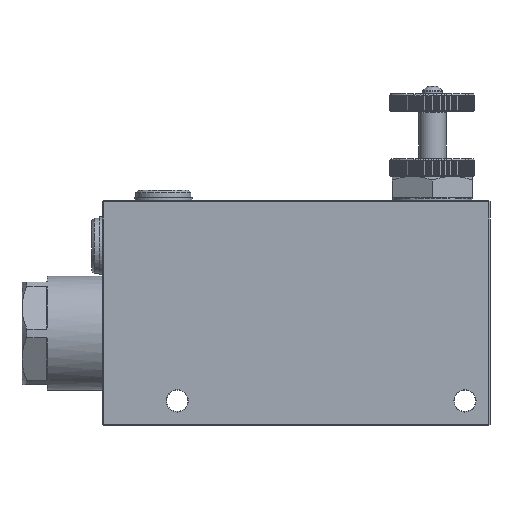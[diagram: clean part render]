
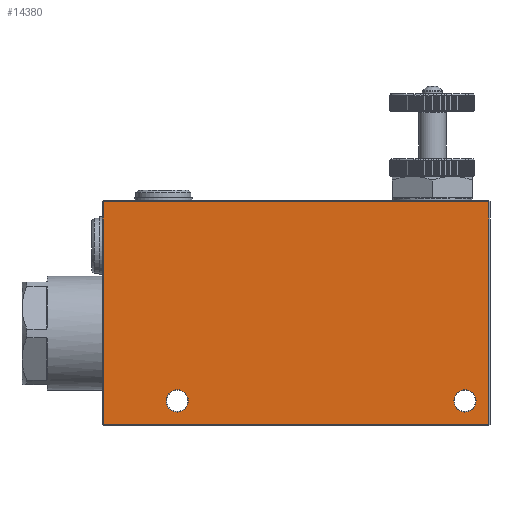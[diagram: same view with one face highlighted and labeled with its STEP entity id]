
A CAD part, front view. The second image highlights one B-rep face of the part: STEP entity #14380.
In plain terms, the highlighted planar face has unit normal (0, -1, 0).
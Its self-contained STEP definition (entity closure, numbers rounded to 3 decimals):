
#1703=CIRCLE('',#16163,4.45);
#1704=CIRCLE('',#16164,4.45);
#5948=ORIENTED_EDGE('',*,*,#8244,.T.);
#5949=ORIENTED_EDGE('',*,*,#8245,.T.);
#5950=ORIENTED_EDGE('',*,*,#8246,.T.);
#5951=ORIENTED_EDGE('',*,*,#8247,.T.);
#5952=ORIENTED_EDGE('',*,*,#8248,.T.);
#5953=ORIENTED_EDGE('',*,*,#8249,.T.);
#8244=EDGE_CURVE('',#9750,#9750,#1703,.T.);
#8245=EDGE_CURVE('',#9751,#9751,#1704,.T.);
#8246=EDGE_CURVE('',#9752,#9753,#10555,.T.);
#8247=EDGE_CURVE('',#9753,#9754,#10556,.T.);
#8248=EDGE_CURVE('',#9754,#9755,#10557,.T.);
#8249=EDGE_CURVE('',#9755,#9752,#10558,.T.);
#9750=VERTEX_POINT('',#28359);
#9751=VERTEX_POINT('',#28361);
#9752=VERTEX_POINT('',#28363);
#9753=VERTEX_POINT('',#28364);
#9754=VERTEX_POINT('',#28366);
#9755=VERTEX_POINT('',#28368);
#10555=LINE('',#28362,#11347);
#10556=LINE('',#28365,#11348);
#10557=LINE('',#28367,#11349);
#10558=LINE('',#28369,#11350);
#11347=VECTOR('',#19492,1000.);
#11348=VECTOR('',#19493,1000.);
#11349=VECTOR('',#19494,1000.);
#11350=VECTOR('',#19495,1000.);
#12177=EDGE_LOOP('',(#5948));
#12178=EDGE_LOOP('',(#5949));
#12179=EDGE_LOOP('',(#5950,#5951,#5952,#5953));
#13044=FACE_BOUND('',#12177,.T.);
#13045=FACE_BOUND('',#12178,.T.);
#13046=FACE_BOUND('',#12179,.T.);
#13603=PLANE('',#16162);
#14380=ADVANCED_FACE('',(#13044,#13045,#13046),#13603,.T.);
#16162=AXIS2_PLACEMENT_3D('',#28357,#19486,#19487);
#16163=AXIS2_PLACEMENT_3D('',#28358,#19488,#19489);
#16164=AXIS2_PLACEMENT_3D('',#28360,#19490,#19491);
#19486=DIRECTION('',(0.,-1.,0.));
#19487=DIRECTION('',(0.,0.,-1.));
#19488=DIRECTION('',(0.,1.,0.));
#19489=DIRECTION('',(1.,0.,0.));
#19490=DIRECTION('',(0.,1.,0.));
#19491=DIRECTION('',(1.,0.,0.));
#19492=DIRECTION('',(0.,0.,1.));
#19493=DIRECTION('',(-1.,0.,0.));
#19494=DIRECTION('',(0.,0.,-1.));
#19495=DIRECTION('',(1.,0.,0.));
#28357=CARTESIAN_POINT('',(0.,-25.,0.));
#28358=CARTESIAN_POINT('',(-47.5,-25.,-35.));
#28359=CARTESIAN_POINT('',(-43.05,-25.,-35.));
#28360=CARTESIAN_POINT('',(67.5,-25.,-35.));
#28361=CARTESIAN_POINT('',(71.95,-25.,-35.));
#28362=CARTESIAN_POINT('',(77.,-25.,45.));
#28363=CARTESIAN_POINT('',(77.,-25.,-44.5));
#28364=CARTESIAN_POINT('',(77.,-25.,44.5));
#28365=CARTESIAN_POINT('',(-77.5,-25.,44.5));
#28366=CARTESIAN_POINT('',(-77.,-25.,44.5));
#28367=CARTESIAN_POINT('',(-77.,-25.,-45.));
#28368=CARTESIAN_POINT('',(-77.,-25.,-44.5));
#28369=CARTESIAN_POINT('',(77.5,-25.,-44.5));
